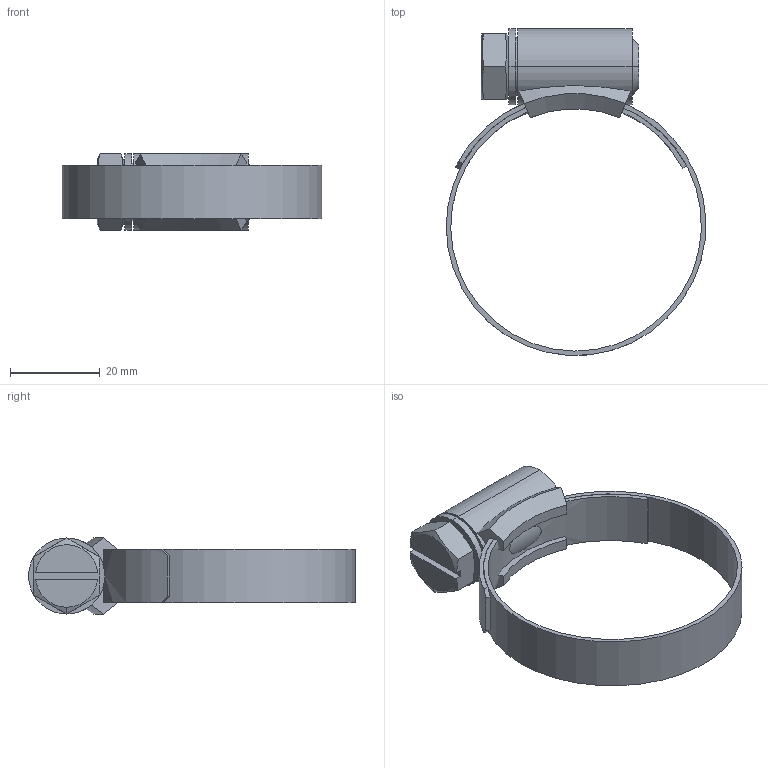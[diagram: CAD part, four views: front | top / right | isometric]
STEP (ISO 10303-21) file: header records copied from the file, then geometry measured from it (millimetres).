
FILE_DESCRIPTION (( 'STEP AP203' ), '1' );
FILE_NAME ('3D-R148_44-56_171781180.STEP', '2024-08-31T18:22:24', ( '' ), ( '' ), 'SwSTEP 2.0', 'SolidWorks 2024', '' );
FILE_SCHEMA (( 'CONFIG_CONTROL_DESIGN' ));
Length unit declared in the file: millimetre
Products named in the file (1): 3D-R148_44-56_171781180
Bounding box: 57.91 x 72.92 x 17 mm (x, y, z)
Volume: 10486.8 mm3; surface area: 9832.5 mm2
Topology: 2 solids, 3 shells, 87 faces, 220 edges, 139 vertices
Faces by surface type: plane 41, cylinder 29, cone 13, bspline 4
Entity records: 4308 total; most frequent: CARTESIAN_POINT 2263, ORIENTED_EDGE 440, DIRECTION 357, EDGE_CURVE 220, VERTEX_POINT 139, AXIS2_PLACEMENT_3D 133, EDGE_LOOP 97, VECTOR 91
